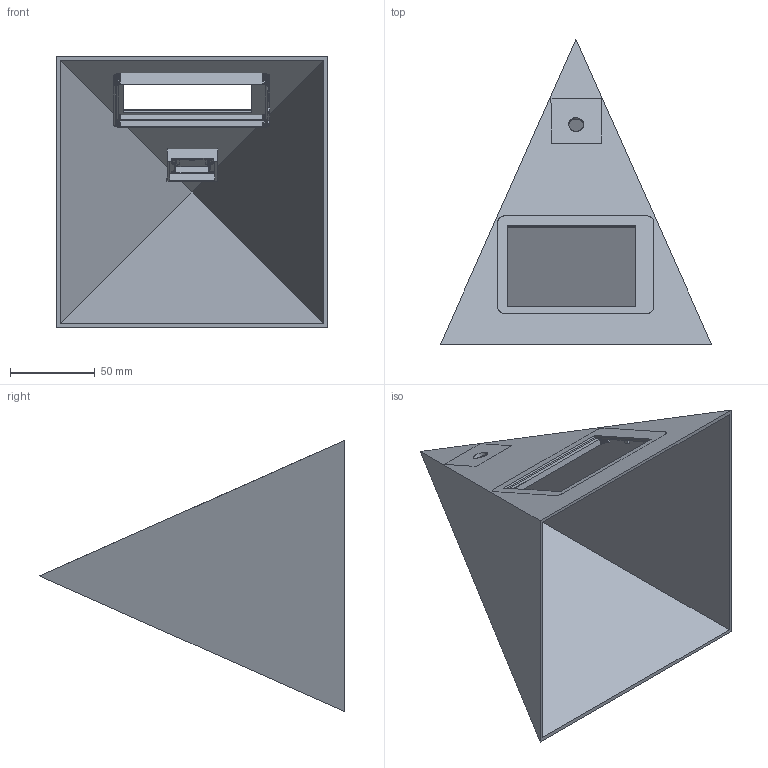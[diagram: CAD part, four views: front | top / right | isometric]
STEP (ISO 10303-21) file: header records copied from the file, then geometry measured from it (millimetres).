
FILE_DESCRIPTION(/* description */ (''),/* implementation_level */ '2;1');
FILE_NAME(/* name */ 'pyramid_whole_v2.stp',/* time_stamp */ '2019-03-16T13:08:09+02:00',/* author */ ('hryst'),/* organization */ (''),/* preprocessor_version */ 'ST-DEVELOPER v16.13',/* originating_system */ 'Autodesk Inventor 2018',/* authorisation */ '');
FILE_SCHEMA (('AUTOMOTIVE_DESIGN { 1 0 10303 214 3 1 1 }'));
Products named in the file (1): pyramid_whole_v2
Bounding box: 160 x 180 x 160 mm (x, y, z)
Volume: 124527.1 mm3; surface area: 128985.8 mm2
Topology: 3 solids, 3 shells, 1947 faces, 5635 edges, 3700 vertices
Faces by surface type: plane 1945, cylinder 2
Full cylindrical faces by diameter (mm): 8.828 x1
Entity records: 64441 total; most frequent: CARTESIAN_POINT 11282, ORIENTED_EDGE 11268, DIRECTION 9534, EDGE_CURVE 5634, LINE 5630, VECTOR 5630, VERTEX_POINT 3700, EDGE_LOOP 1962
